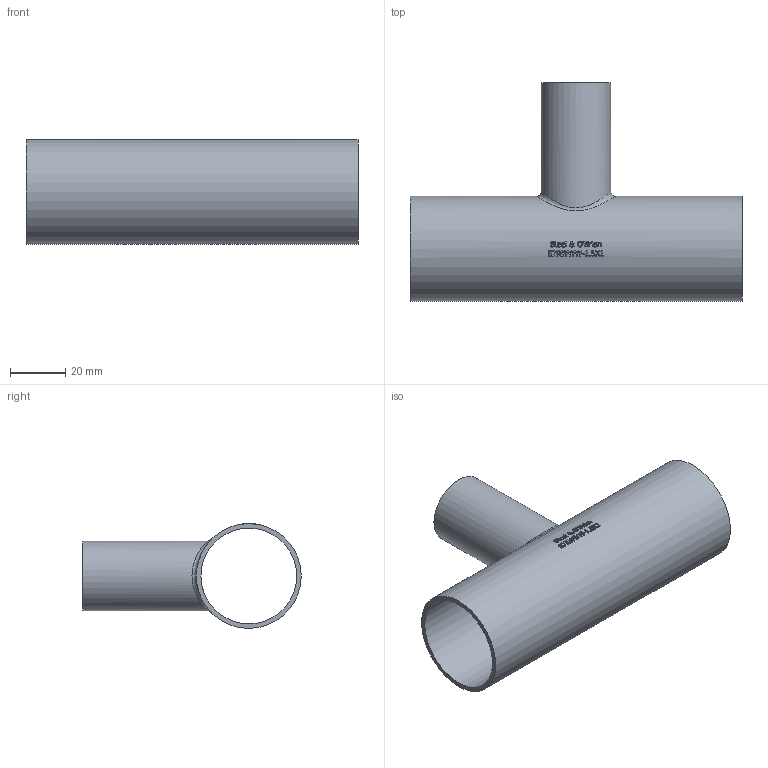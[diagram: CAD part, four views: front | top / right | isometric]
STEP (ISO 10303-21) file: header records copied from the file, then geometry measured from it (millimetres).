
FILE_DESCRIPTION(/* description */ (''),/* implementation_level */ '2;1');
FILE_NAME(/* name */ 'S7RWWW-1.5X1.stp',/* time_stamp */ '2018-11-29T08:29:04-05:00',/* author */ ('ken'),/* organization */ (''),/* preprocessor_version */ 'ST-DEVELOPER v15.2',/* originating_system */ 'Autodesk Inventor 2014',/* authorisation */ '');
FILE_SCHEMA (('AUTOMOTIVE_DESIGN { 1 0 10303 214 3 1 1 }'));
Length unit declared in the file: inch
Products named in the file (1): S7RWWW-1.5X1
Bounding box: 120.65 x 79.38 x 38.1 mm (x, y, z)
Volume: 27488.8 mm3; surface area: 33780.2 mm2
Topology: 1 solids, 1 shells, 388 faces, 1054 edges, 703 vertices
Faces by surface type: plane 191, bspline 158, cylinder 39
Full cylindrical faces by diameter (mm): 22.098 x1, 25.4 x1, 34.798 x1, 38.1 x1
Entity records: 15398 total; most frequent: CARTESIAN_POINT 6456, ORIENTED_EDGE 2090, DIRECTION 1401, EDGE_CURVE 1045, VERTEX_POINT 699, LINE 517, VECTOR 517, AXIS2_PLACEMENT_3D 442
